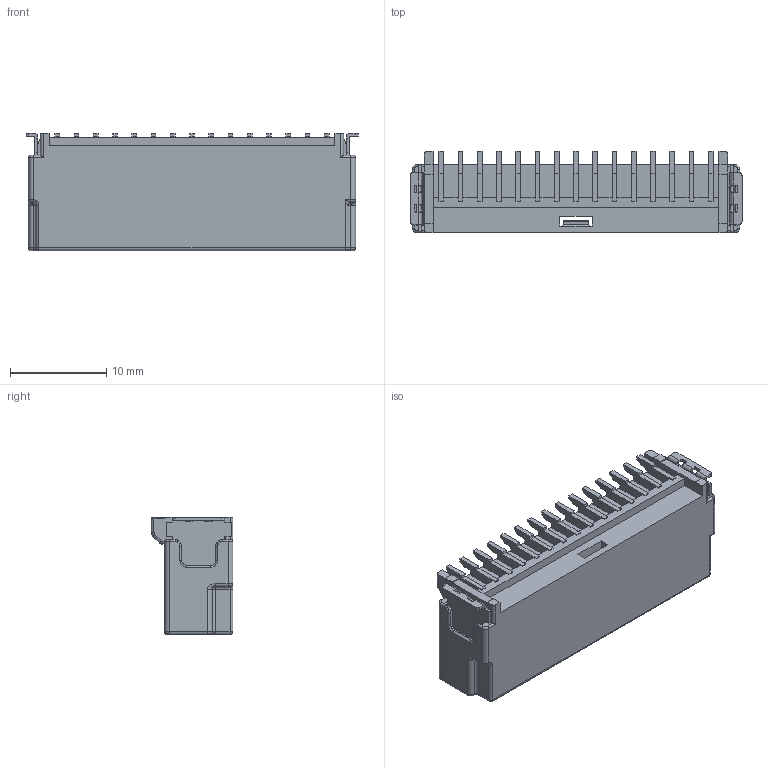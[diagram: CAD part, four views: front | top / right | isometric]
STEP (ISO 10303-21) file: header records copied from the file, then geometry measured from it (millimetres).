
FILE_DESCRIPTION((''),'2;1');
FILE_NAME('CVM_020_D_SMT_15M_V_ASSY','2020-10-16T15:40:55',('drkoo'),(''),'CREO PARAMETRIC BY PTC INC, 2017380','CREO PARAMETRIC BY PTC INC, 2017380','');
FILE_SCHEMA(('CONFIG_CONTROL_DESIGN'));
Length unit declared in the file: millimetre
Products named in the file (1): CVM_020_D_SMT_15M_V_ASSY
Bounding box: 34.5 x 8.5 x 12.2 mm (x, y, z)
Volume: 1194.2 mm3; surface area: 3015.2 mm2
Topology: 1 solids, 1 shells, 1229 faces, 3318 edges, 2034 vertices
Faces by surface type: plane 672, cylinder 395, torus 59, cone 44, sphere 44, bspline 15
Entity records: 38599 total; most frequent: CARTESIAN_POINT 8233, ORIENTED_EDGE 6520, DIRECTION 6066, EDGE_CURVE 3260, VECTOR 2352, LINE 2352, VERTEX_POINT 2034, AXIS2_PLACEMENT_3D 1857
